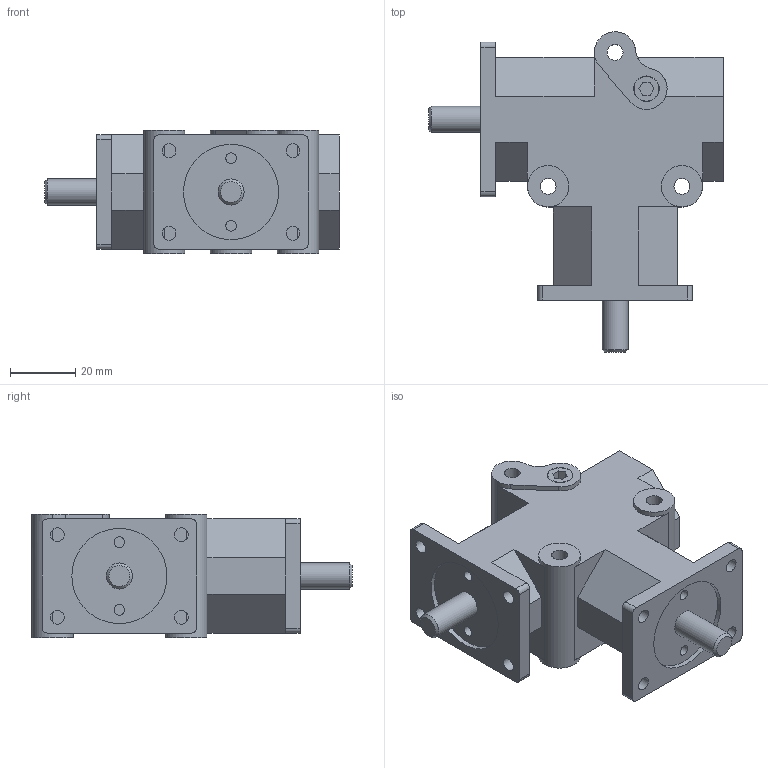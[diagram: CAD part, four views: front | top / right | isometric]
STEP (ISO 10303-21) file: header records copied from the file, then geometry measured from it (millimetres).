
FILE_DESCRIPTION(/* description */ (''),/* implementation_level */ '2;1');
FILE_NAME(/* name */ '19.step',/* time_stamp */ '2021-01-25T10:18:02-05:00',/* author */ (''),/* organization */ (''),/* preprocessor_version */ 'ST-DEVELOPER v18.1',/* originating_system */ 'Autodesk Translation Framework v9.7.1.1290',/* authorisation */ '');
FILE_SCHEMA (('AUTOMOTIVE_DESIGN { 1 0 10303 214 3 1 1 }'));
Length unit declared in the file: millimetre
Products named in the file (1): (Unsaved)
Bounding box: 90.55 x 98.49 x 38.1 mm (x, y, z)
Volume: 138225.6 mm3; surface area: 24207 mm2
Topology: 1 solids, 1 shells, 104 faces, 262 edges, 173 vertices
Faces by surface type: plane 64, cylinder 37, cone 3
Full cylindrical faces by diameter (mm): 3.251 x6, 4.216 x8, 4.902 x3, 7.874 x1, 8 x2, 12.7 x3, 29.235 x3
Entity records: 3212 total; most frequent: DIRECTION 561, CARTESIAN_POINT 540, ORIENTED_EDGE 524, EDGE_CURVE 262, AXIS2_PLACEMENT_3D 194, LINE 173, VECTOR 173, VERTEX_POINT 173
